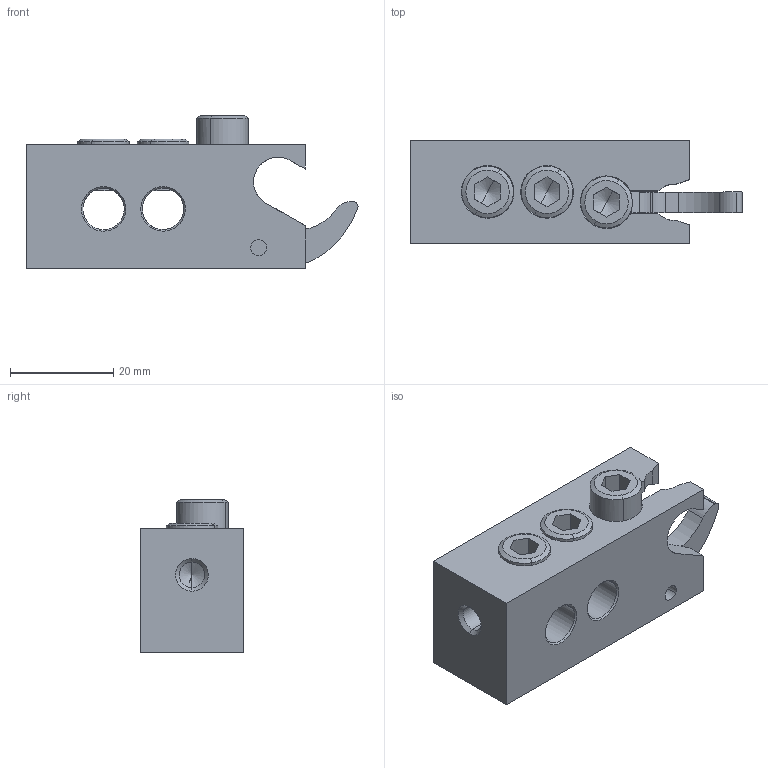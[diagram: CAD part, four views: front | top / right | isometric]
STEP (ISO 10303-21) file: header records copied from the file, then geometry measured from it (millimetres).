
FILE_DESCRIPTION(('CATIA V5 STEP Exchange','CAx-IF Rec.Pracs.--- Model Styling and Organization---1.5--- 2016-08-15','CAx-IF Rec.Pracs.---Supplemental Geometry---1.0---2011-11-01','CAx-IF Rec.Pracs.--- Composite Materials ---1.1---2010-07-15'),'2;1');
FILE_NAME ('1263915-2_3', '2025-09-19T12:24:22+00:00', ('none'), ('Weidmueller'), 'CATIA Version 5-6 Release 2024 SP4', 'CATIA V5 STEP AP214 v3', 'none');
FILE_SCHEMA(('AUTOMOTIVE_DESIGN { 1 0 10303 214 1 1 1 1 }'));
Length unit declared in the file: millimetre
Products named in the file (1): 2756940000
Bounding box: 64.2 x 20 x 29.55 mm (x, y, z)
Volume: 20786.9 mm3; surface area: 10030.2 mm2
Topology: 5 solids, 5 shells, 145 faces, 394 edges, 251 vertices
Faces by surface type: plane 55, cylinder 47, cone 43
Entity records: 4525 total; most frequent: CARTESIAN_POINT 1234, ORIENTED_EDGE 764, DIRECTION 504, EDGE_CURVE 382, VERTEX_POINT 251, AXIS2_PLACEMENT_3D 214, VECTOR 200, LINE 200
